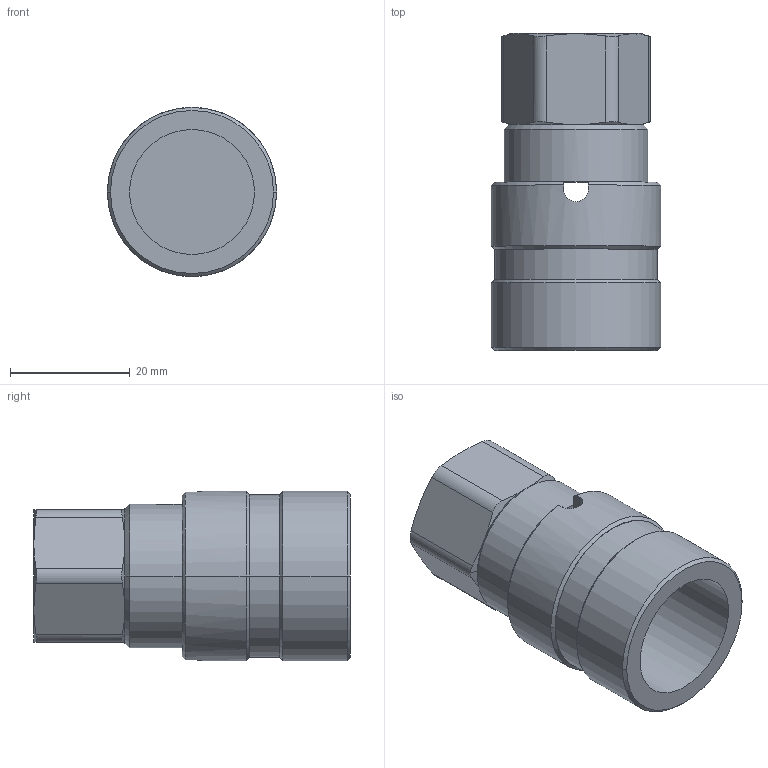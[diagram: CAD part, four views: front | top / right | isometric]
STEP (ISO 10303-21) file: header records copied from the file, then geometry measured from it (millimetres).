
FILE_DESCRIPTION((''),'2;1');
FILE_NAME('ILC30782760','2005-08-25T',('KR'),(''),'PRO/ENGINEER BY PARAMETRIC TECHNOLOGY CORPORATION, 2004290','PRO/ENGINEER BY PARAMETRIC TECHNOLOGY CORPORATION, 2004290','');
FILE_SCHEMA(('AUTOMOTIVE_DESIGN_CC2 { 1 2 10303 214 -1 1 5 2 }'));
Length unit declared in the file: inch
Products named in the file (1): ILC30782760
Bounding box: 28.19 x 52.83 x 28.19 mm (x, y, z)
Volume: 18625.6 mm3; surface area: 7806.2 mm2
Topology: 1 solids, 1 shells, 53 faces, 130 edges, 82 vertices
Faces by surface type: cylinder 19, plane 18, cone 16
Entity records: 2237 total; most frequent: CARTESIAN_POINT 487, ORIENTED_EDGE 260, DIRECTION 248, PRESENTATION_STYLE_ASSIGNMENT 131, STYLED_ITEM 131, CURVE_STYLE 130, EDGE_CURVE 130, COLOUR_RGB 106
